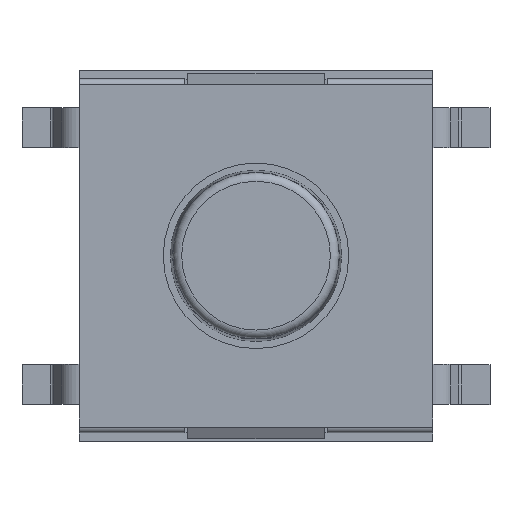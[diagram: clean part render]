
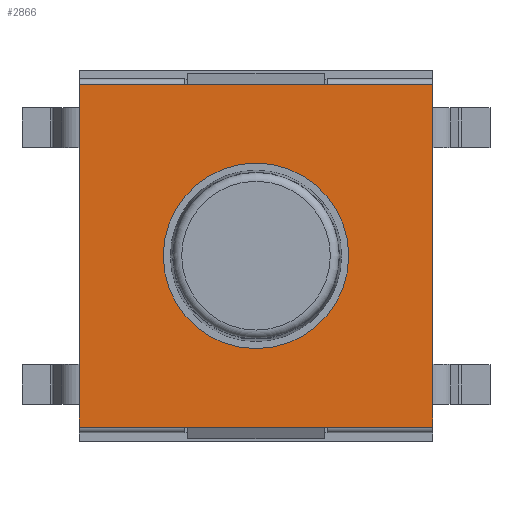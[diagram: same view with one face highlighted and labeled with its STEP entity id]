
A CAD part, top view. The second image highlights one B-rep face of the part: STEP entity #2866.
In plain terms, the highlighted planar face has unit normal (0, 0, 1).
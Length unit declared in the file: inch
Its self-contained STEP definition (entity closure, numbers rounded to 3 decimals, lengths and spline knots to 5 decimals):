
#301=CARTESIAN_POINT('',(-0.12205,-0.11807,0.10236));
#302=VERTEX_POINT('',#301);
#310=CARTESIAN_POINT('',(-0.12205,0.11807,0.10236));
#311=VERTEX_POINT('',#310);
#312=CARTESIAN_POINT('',(-0.12205,-0.11807,0.10236));
#313=DIRECTION('',(0.0,1.0,0.0));
#314=VECTOR('',#313,0.23614);
#315=LINE('',#312,#314);
#316=EDGE_CURVE('',#302,#311,#315,.T.);
#2481=CARTESIAN_POINT('',(0.12205,0.11807,0.10236));
#2482=VERTEX_POINT('',#2481);
#2490=CARTESIAN_POINT('',(0.12205,-0.11807,0.10236));
#2491=VERTEX_POINT('',#2490);
#2492=CARTESIAN_POINT('',(0.12205,0.11807,0.10236));
#2493=DIRECTION('',(0.0,-1.0,0.0));
#2494=VECTOR('',#2493,0.23614);
#2495=LINE('',#2492,#2494);
#2496=EDGE_CURVE('',#2482,#2491,#2495,.T.);
#2834=CARTESIAN_POINT('',(0.13425,-0.12988,0.10236));
#2835=DIRECTION('',(0.0,0.0,-1.0));
#2836=DIRECTION('',(-1.0,0.0,0.0));
#2837=AXIS2_PLACEMENT_3D('',#2834,#2835,#2836);
#2838=PLANE('',#2837);
#2839=CARTESIAN_POINT('',(-0.12205,-0.11807,0.10236));
#2840=DIRECTION('',(1.0,0.0,0.0));
#2841=VECTOR('',#2840,0.24409);
#2842=LINE('',#2839,#2841);
#2843=EDGE_CURVE('',#302,#2491,#2842,.T.);
#2844=ORIENTED_EDGE('',*,*,#2843,.T.);
#2845=ORIENTED_EDGE('',*,*,#2496,.F.);
#2846=CARTESIAN_POINT('',(0.12205,0.11807,0.10236));
#2847=DIRECTION('',(-1.0,0.0,0.0));
#2848=VECTOR('',#2847,0.24409);
#2849=LINE('',#2846,#2848);
#2850=EDGE_CURVE('',#2482,#311,#2849,.T.);
#2851=ORIENTED_EDGE('',*,*,#2850,.T.);
#2852=ORIENTED_EDGE('',*,*,#316,.F.);
#2853=EDGE_LOOP('',(#2844,#2845,#2851,#2852));
#2854=FACE_OUTER_BOUND('',#2853,.T.);
#2855=CARTESIAN_POINT('',(0.06398,0.,0.10236));
#2856=VERTEX_POINT('',#2855);
#2857=CARTESIAN_POINT('',(0.,0.,0.10236));
#2858=DIRECTION('',(0.0,0.0,-1.0));
#2859=DIRECTION('',(-1.0,0.0,0.0));
#2860=AXIS2_PLACEMENT_3D('',#2857,#2858,#2859);
#2861=CIRCLE('',#2860,0.06398);
#2862=EDGE_CURVE('',#2856,#2856,#2861,.T.);
#2863=ORIENTED_EDGE('',*,*,#2862,.T.);
#2864=EDGE_LOOP('',(#2863));
#2865=FACE_BOUND('',#2864,.T.);
#2866=ADVANCED_FACE('',(#2854,#2865),#2838,.F.);
